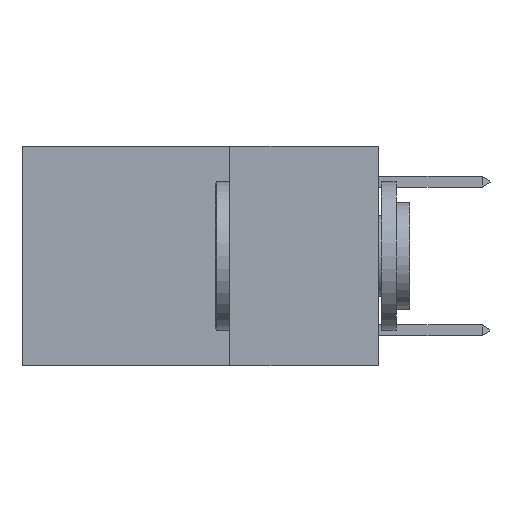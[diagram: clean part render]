
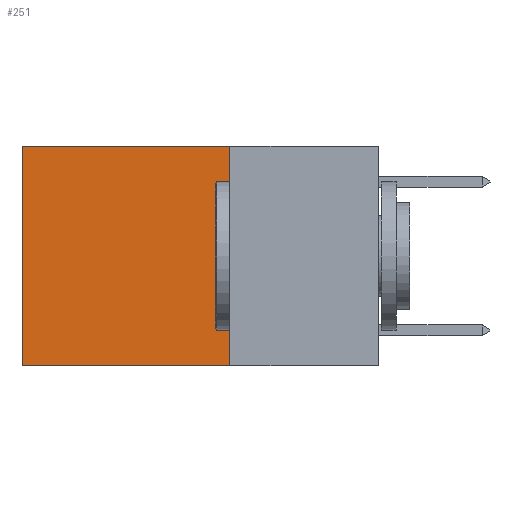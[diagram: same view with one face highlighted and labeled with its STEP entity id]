
A CAD part, left-side view. The second image highlights one B-rep face of the part: STEP entity #251.
In plain terms, the highlighted planar face has unit normal (-1, 0, 0).
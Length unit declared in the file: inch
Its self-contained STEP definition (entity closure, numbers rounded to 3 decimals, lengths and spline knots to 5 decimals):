
#251 = ADVANCED_FACE ( 'NONE', ( #11436 ), #3043, .F. ) ;
#636 = VERTEX_POINT ( 'NONE', #7438 ) ;
#1219 = VERTEX_POINT ( 'NONE', #4962 ) ;
#1594 = VECTOR ( 'NONE', #1875, 39.37008 ) ;
#1875 = DIRECTION ( 'NONE',  ( 0., 0., -1. ) ) ;
#1967 = VECTOR ( 'NONE', #10316, 39.37008 ) ;
#2041 = CARTESIAN_POINT ( 'NONE',  ( 0.2625, 0.25, -0.37 ) ) ;
#2499 = ORIENTED_EDGE ( 'NONE', *, *, #5800, .T. ) ;
#2599 = EDGE_CURVE ( 'NONE', #6380, #3904, #9803, .T. ) ;
#2799 = ORIENTED_EDGE ( 'NONE', *, *, #2599, .F. ) ;
#3043 = PLANE ( 'NONE',  #6284 ) ;
#3263 = ORIENTED_EDGE ( 'NONE', *, *, #8456, .F. ) ;
#3337 = CARTESIAN_POINT ( 'NONE',  ( 0.2625, 0.25, -0.37 ) ) ;
#3368 = ORIENTED_EDGE ( 'NONE', *, *, #7101, .T. ) ;
#3904 = VERTEX_POINT ( 'NONE', #9486 ) ;
#4030 = CARTESIAN_POINT ( 'NONE',  ( 0.2625, 0.6, 0. ) ) ;
#4209 = DIRECTION ( 'NONE',  ( 0., 1., 0. ) ) ;
#4350 = LINE ( 'NONE', #9976, #1594 ) ;
#4388 = CARTESIAN_POINT ( 'NONE',  ( 0.2625, 0.25, 0. ) ) ;
#4480 = DIRECTION ( 'NONE',  ( 0., 0., -1. ) ) ;
#4962 = CARTESIAN_POINT ( 'NONE',  ( 0.2625, 0.25, 0. ) ) ;
#5800 = EDGE_CURVE ( 'NONE', #636, #3904, #6539, .T. ) ;
#6041 = DIRECTION ( 'NONE',  ( 0., 1., 0. ) ) ;
#6203 = DIRECTION ( 'NONE',  ( 1., 0., 0. ) ) ;
#6284 = AXIS2_PLACEMENT_3D ( 'NONE', #4388, #6203, #4480 ) ;
#6380 = VERTEX_POINT ( 'NONE', #2041 ) ;
#6484 = EDGE_LOOP ( 'NONE', ( #2499, #2799, #3263, #3368 ) ) ;
#6539 = LINE ( 'NONE', #4030, #1967 ) ;
#6930 = CARTESIAN_POINT ( 'NONE',  ( 0.2625, 0.25, 0. ) ) ;
#7101 = EDGE_CURVE ( 'NONE', #1219, #636, #10716, .T. ) ;
#7180 = VECTOR ( 'NONE', #4209, 39.37008 ) ;
#7438 = CARTESIAN_POINT ( 'NONE',  ( 0.2625, 0.6, 0. ) ) ;
#8346 = VECTOR ( 'NONE', #6041, 39.37008 ) ;
#8456 = EDGE_CURVE ( 'NONE', #1219, #6380, #4350, .T. ) ;
#9486 = CARTESIAN_POINT ( 'NONE',  ( 0.2625, 0.6, -0.37 ) ) ;
#9803 = LINE ( 'NONE', #3337, #7180 ) ;
#9976 = CARTESIAN_POINT ( 'NONE',  ( 0.2625, 0.25, 0. ) ) ;
#10316 = DIRECTION ( 'NONE',  ( 0., 0., -1. ) ) ;
#10716 = LINE ( 'NONE', #6930, #8346 ) ;
#11436 = FACE_OUTER_BOUND ( 'NONE', #6484, .T. ) ;
